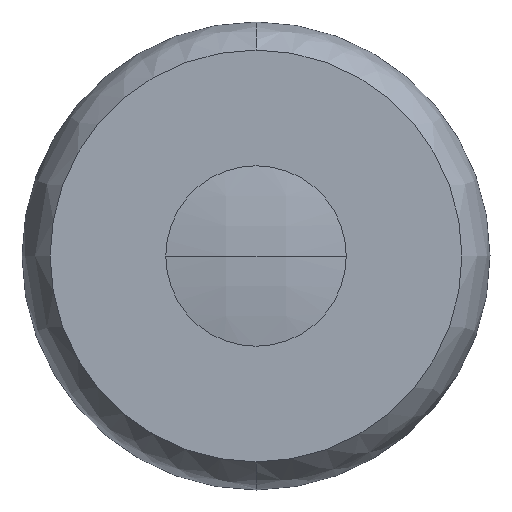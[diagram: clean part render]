
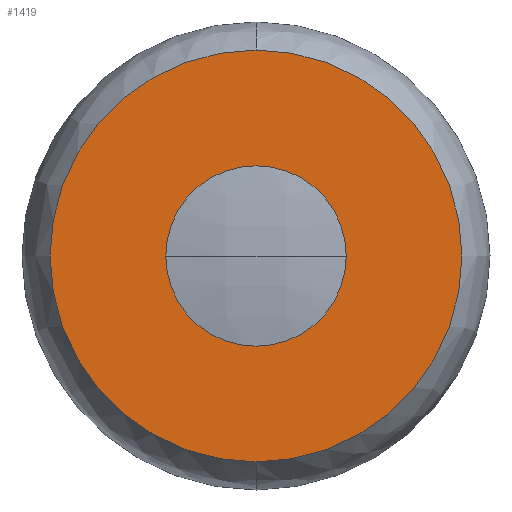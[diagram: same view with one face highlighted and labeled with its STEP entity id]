
A CAD part, front view. The second image highlights one B-rep face of the part: STEP entity #1419.
In plain terms, the highlighted planar face has unit normal (0, -1, 0).
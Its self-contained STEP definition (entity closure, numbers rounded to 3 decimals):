
#1139 = CARTESIAN_POINT ( 'NONE',  ( 0., -2., -6.16 ) ) ;
#1148 = CARTESIAN_POINT ( 'NONE',  ( 0., -2., 6.16 ) ) ;
#1150 = CARTESIAN_POINT ( 'NONE',  ( 0., -2., 2.7 ) ) ;
#1181 = CARTESIAN_POINT ( 'NONE',  ( 0., -2., -2.7 ) ) ;
#1419 = ADVANCED_FACE ( 'NONE', ( #2689, #2693 ), #3250, .T. ) ;
#1581 = EDGE_LOOP ( 'NONE', ( #2587, #2586 ) ) ;
#1595 = EDGE_LOOP ( 'NONE', ( #2578, #2579 ) ) ;
#2258 = EDGE_CURVE ( 'NONE', #2953, #2962, #2915, .T. ) ;
#2268 = EDGE_CURVE ( 'NONE', #2995, #2964, #2928, .T. ) ;
#2272 = EDGE_CURVE ( 'NONE', #2964, #2995, #2932, .T. ) ;
#2275 = EDGE_CURVE ( 'NONE', #2962, #2953, #2936, .T. ) ;
#2578 = ORIENTED_EDGE ( 'NONE', *, *, #2275, .F. ) ;
#2579 = ORIENTED_EDGE ( 'NONE', *, *, #2258, .F. ) ;
#2586 = ORIENTED_EDGE ( 'NONE', *, *, #2272, .T. ) ;
#2587 = ORIENTED_EDGE ( 'NONE', *, *, #2268, .T. ) ;
#2689 = FACE_OUTER_BOUND ( 'NONE', #1595, .T. ) ;
#2693 = FACE_BOUND ( 'NONE', #1581, .T. ) ;
#2915 = CIRCLE ( 'NONE', #4471, 6.16 ) ;
#2928 = CIRCLE ( 'NONE', #4479, 2.7 ) ;
#2932 = CIRCLE ( 'NONE', #4482, 2.7 ) ;
#2936 = CIRCLE ( 'NONE', #4484, 6.16 ) ;
#2953 = VERTEX_POINT ( 'NONE', #1139 ) ;
#2962 = VERTEX_POINT ( 'NONE', #1148 ) ;
#2964 = VERTEX_POINT ( 'NONE', #1150 ) ;
#2995 = VERTEX_POINT ( 'NONE', #1181 ) ;
#3249 = CARTESIAN_POINT ( 'NONE',  ( -6.16, -2., 0. ) ) ;
#3250 = PLANE ( 'NONE',  #4366 ) ;
#3251 = DIRECTION ( 'NONE',  ( 0., -1., 0. ) ) ;
#3252 = DIRECTION ( 'NONE',  ( 0., 0., -1. ) ) ;
#4163 = CARTESIAN_POINT ( 'NONE',  ( 0., -2., 0. ) ) ;
#4164 = DIRECTION ( 'NONE',  ( 0., 1., 0. ) ) ;
#4165 = DIRECTION ( 'NONE',  ( 0., 0., 1. ) ) ;
#4191 = CARTESIAN_POINT ( 'NONE',  ( 0., -2., 0. ) ) ;
#4192 = DIRECTION ( 'NONE',  ( 0., 1., 0. ) ) ;
#4193 = DIRECTION ( 'NONE',  ( 0., 0., -1. ) ) ;
#4197 = CARTESIAN_POINT ( 'NONE',  ( 0., -2., 0. ) ) ;
#4204 = DIRECTION ( 'NONE',  ( 0., 1., 0. ) ) ;
#4205 = DIRECTION ( 'NONE',  ( 0., 0., -1. ) ) ;
#4211 = CARTESIAN_POINT ( 'NONE',  ( 0., -2., 0. ) ) ;
#4212 = DIRECTION ( 'NONE',  ( 0., 1., 0. ) ) ;
#4213 = DIRECTION ( 'NONE',  ( 0., 0., 1. ) ) ;
#4366 = AXIS2_PLACEMENT_3D ( 'NONE', #3249, #3251, #3252 ) ;
#4471 = AXIS2_PLACEMENT_3D ( 'NONE', #4163, #4164, #4165 ) ;
#4479 = AXIS2_PLACEMENT_3D ( 'NONE', #4191, #4192, #4193 ) ;
#4482 = AXIS2_PLACEMENT_3D ( 'NONE', #4197, #4204, #4205 ) ;
#4484 = AXIS2_PLACEMENT_3D ( 'NONE', #4211, #4212, #4213 ) ;
